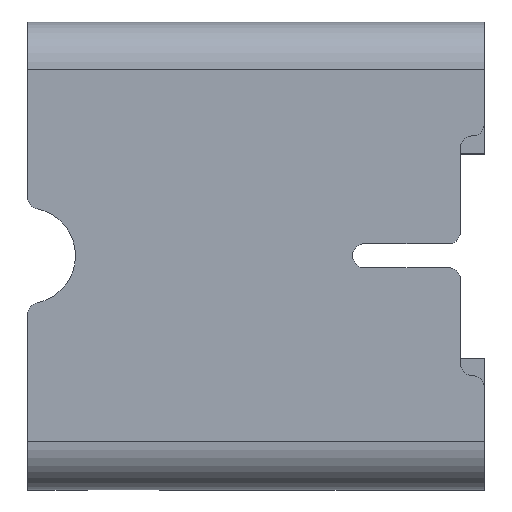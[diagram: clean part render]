
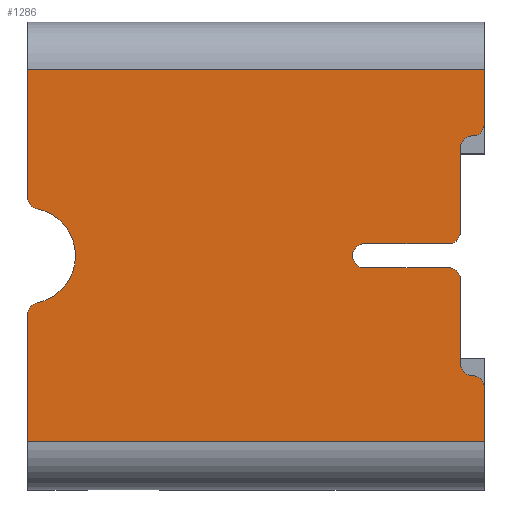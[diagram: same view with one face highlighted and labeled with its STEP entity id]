
A CAD part, top view. The second image highlights one B-rep face of the part: STEP entity #1286.
In plain terms, the highlighted planar face has unit normal (0, 0, 1).
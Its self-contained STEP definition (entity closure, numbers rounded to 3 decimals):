
#46=FACE_OUTER_BOUND('',#128,.T.);
#128=EDGE_LOOP('',(#867,#868,#869,#870,#871,#872,#873,#874,#875,#876,#877,
#878,#879,#880,#881,#882,#883,#884,#885,#886));
#210=CIRCLE('',#1388,0.1);
#211=CIRCLE('',#1389,0.4);
#212=CIRCLE('',#1390,0.1);
#213=CIRCLE('',#1391,0.1);
#214=CIRCLE('',#1392,0.1);
#215=CIRCLE('',#1393,0.1);
#216=CIRCLE('',#1394,0.1);
#217=CIRCLE('',#1395,0.1);
#218=CIRCLE('',#1396,0.1);
#219=CIRCLE('',#1397,0.1);
#268=LINE('',#1956,#408);
#274=LINE('',#1968,#414);
#275=LINE('',#1976,#415);
#276=LINE('',#1978,#416);
#277=LINE('',#1980,#417);
#278=LINE('',#1986,#418);
#279=LINE('',#1990,#419);
#280=LINE('',#1994,#420);
#281=LINE('',#1998,#421);
#282=LINE('',#2003,#422);
#408=VECTOR('',#1540,10.);
#414=VECTOR('',#1552,10.);
#415=VECTOR('',#1559,10.);
#416=VECTOR('',#1560,10.);
#417=VECTOR('',#1561,10.);
#418=VECTOR('',#1566,10.);
#419=VECTOR('',#1569,10.);
#420=VECTOR('',#1572,10.);
#421=VECTOR('',#1575,10.);
#422=VECTOR('',#1580,10.);
#548=VERTEX_POINT('',#1946);
#551=VERTEX_POINT('',#1954);
#554=VERTEX_POINT('',#1967);
#555=VERTEX_POINT('',#1969);
#556=VERTEX_POINT('',#1971);
#557=VERTEX_POINT('',#1973);
#558=VERTEX_POINT('',#1975);
#559=VERTEX_POINT('',#1977);
#560=VERTEX_POINT('',#1979);
#561=VERTEX_POINT('',#1981);
#562=VERTEX_POINT('',#1983);
#563=VERTEX_POINT('',#1985);
#564=VERTEX_POINT('',#1987);
#565=VERTEX_POINT('',#1989);
#566=VERTEX_POINT('',#1991);
#567=VERTEX_POINT('',#1993);
#568=VERTEX_POINT('',#1995);
#569=VERTEX_POINT('',#1997);
#570=VERTEX_POINT('',#1999);
#571=VERTEX_POINT('',#2001);
#665=EDGE_CURVE('',#551,#548,#268,.T.);
#671=EDGE_CURVE('',#551,#554,#274,.T.);
#672=EDGE_CURVE('',#554,#555,#210,.T.);
#673=EDGE_CURVE('',#555,#556,#211,.T.);
#674=EDGE_CURVE('',#556,#557,#212,.T.);
#675=EDGE_CURVE('',#557,#558,#275,.T.);
#676=EDGE_CURVE('',#559,#558,#276,.T.);
#677=EDGE_CURVE('',#559,#560,#277,.T.);
#678=EDGE_CURVE('',#560,#561,#213,.T.);
#679=EDGE_CURVE('',#561,#562,#214,.T.);
#680=EDGE_CURVE('',#562,#563,#278,.T.);
#681=EDGE_CURVE('',#563,#564,#215,.T.);
#682=EDGE_CURVE('',#564,#565,#279,.T.);
#683=EDGE_CURVE('',#565,#566,#216,.T.);
#684=EDGE_CURVE('',#566,#567,#280,.T.);
#685=EDGE_CURVE('',#567,#568,#217,.T.);
#686=EDGE_CURVE('',#568,#569,#281,.T.);
#687=EDGE_CURVE('',#569,#570,#218,.T.);
#688=EDGE_CURVE('',#570,#571,#219,.T.);
#689=EDGE_CURVE('',#571,#548,#282,.T.);
#867=ORIENTED_EDGE('',*,*,#665,.F.);
#868=ORIENTED_EDGE('',*,*,#671,.T.);
#869=ORIENTED_EDGE('',*,*,#672,.T.);
#870=ORIENTED_EDGE('',*,*,#673,.T.);
#871=ORIENTED_EDGE('',*,*,#674,.T.);
#872=ORIENTED_EDGE('',*,*,#675,.T.);
#873=ORIENTED_EDGE('',*,*,#676,.F.);
#874=ORIENTED_EDGE('',*,*,#677,.T.);
#875=ORIENTED_EDGE('',*,*,#678,.T.);
#876=ORIENTED_EDGE('',*,*,#679,.T.);
#877=ORIENTED_EDGE('',*,*,#680,.T.);
#878=ORIENTED_EDGE('',*,*,#681,.T.);
#879=ORIENTED_EDGE('',*,*,#682,.T.);
#880=ORIENTED_EDGE('',*,*,#683,.T.);
#881=ORIENTED_EDGE('',*,*,#684,.T.);
#882=ORIENTED_EDGE('',*,*,#685,.T.);
#883=ORIENTED_EDGE('',*,*,#686,.T.);
#884=ORIENTED_EDGE('',*,*,#687,.T.);
#885=ORIENTED_EDGE('',*,*,#688,.T.);
#886=ORIENTED_EDGE('',*,*,#689,.T.);
#1229=PLANE('',#1387);
#1286=ADVANCED_FACE('',(#46),#1229,.T.);
#1387=AXIS2_PLACEMENT_3D('',#1966,#1550,#1551);
#1388=AXIS2_PLACEMENT_3D('',#1970,#1553,#1554);
#1389=AXIS2_PLACEMENT_3D('',#1972,#1555,#1556);
#1390=AXIS2_PLACEMENT_3D('',#1974,#1557,#1558);
#1391=AXIS2_PLACEMENT_3D('',#1982,#1562,#1563);
#1392=AXIS2_PLACEMENT_3D('',#1984,#1564,#1565);
#1393=AXIS2_PLACEMENT_3D('',#1988,#1567,#1568);
#1394=AXIS2_PLACEMENT_3D('',#1992,#1570,#1571);
#1395=AXIS2_PLACEMENT_3D('',#1996,#1573,#1574);
#1396=AXIS2_PLACEMENT_3D('',#2000,#1576,#1577);
#1397=AXIS2_PLACEMENT_3D('',#2002,#1578,#1579);
#1540=DIRECTION('',(1.,0.,0.));
#1550=DIRECTION('center_axis',(0.,0.,1.));
#1551=DIRECTION('ref_axis',(1.,0.,0.));
#1552=DIRECTION('',(0.,-1.,0.));
#1553=DIRECTION('center_axis',(0.,0.,1.));
#1554=DIRECTION('ref_axis',(-1.,0.,0.));
#1555=DIRECTION('center_axis',(0.,0.,-1.));
#1556=DIRECTION('ref_axis',(0.2,-0.98,0.));
#1557=DIRECTION('center_axis',(0.,0.,1.));
#1558=DIRECTION('ref_axis',(-0.2,0.98,0.));
#1559=DIRECTION('',(0.,-1.,0.));
#1560=DIRECTION('',(-1.,0.,0.));
#1561=DIRECTION('',(0.,1.,0.));
#1562=DIRECTION('center_axis',(0.,0.,1.));
#1563=DIRECTION('ref_axis',(1.,0.,0.));
#1564=DIRECTION('center_axis',(0.,0.,-1.));
#1565=DIRECTION('ref_axis',(-1.,0.,0.));
#1566=DIRECTION('',(0.,1.,0.));
#1567=DIRECTION('center_axis',(0.,0.,1.));
#1568=DIRECTION('ref_axis',(1.,0.,0.));
#1569=DIRECTION('',(-1.,0.,0.));
#1570=DIRECTION('center_axis',(0.,0.,-1.));
#1571=DIRECTION('ref_axis',(-1.,0.,0.));
#1572=DIRECTION('',(1.,0.,0.));
#1573=DIRECTION('center_axis',(0.,0.,1.));
#1574=DIRECTION('ref_axis',(0.,-1.,0.));
#1575=DIRECTION('',(0.,1.,0.));
#1576=DIRECTION('center_axis',(0.,0.,-1.));
#1577=DIRECTION('ref_axis',(0.,1.,0.));
#1578=DIRECTION('center_axis',(0.,0.,1.));
#1579=DIRECTION('ref_axis',(0.,-1.,0.));
#1580=DIRECTION('',(0.,1.,0.));
#1946=CARTESIAN_POINT('',(1.2,1.55,0.2));
#1954=CARTESIAN_POINT('',(-2.61,1.55,0.2));
#1956=CARTESIAN_POINT('',(-0.353,1.55,0.2));
#1966=CARTESIAN_POINT('Origin',(-0.705,0.,0.2));
#1967=CARTESIAN_POINT('',(-2.61,0.49,0.2));
#1968=CARTESIAN_POINT('',(-2.61,0.49,0.2));
#1969=CARTESIAN_POINT('',(-2.53,0.392,0.2));
#1970=CARTESIAN_POINT('Origin',(-2.51,0.49,0.2));
#1971=CARTESIAN_POINT('',(-2.53,-0.392,0.2));
#1972=CARTESIAN_POINT('Origin',(-2.61,0.,0.2));
#1973=CARTESIAN_POINT('',(-2.61,-0.49,0.2));
#1974=CARTESIAN_POINT('Origin',(-2.51,-0.49,0.2));
#1975=CARTESIAN_POINT('',(-2.61,-1.55,0.2));
#1976=CARTESIAN_POINT('',(-2.61,-4.6,0.2));
#1977=CARTESIAN_POINT('',(1.2,-1.55,0.2));
#1978=CARTESIAN_POINT('',(-0.353,-1.55,0.2));
#1979=CARTESIAN_POINT('',(1.2,-1.1,0.2));
#1980=CARTESIAN_POINT('',(1.2,-1.1,0.2));
#1981=CARTESIAN_POINT('',(1.1,-1.,0.2));
#1982=CARTESIAN_POINT('Origin',(1.1,-1.1,0.2));
#1983=CARTESIAN_POINT('',(1.,-0.9,0.2));
#1984=CARTESIAN_POINT('Origin',(1.1,-0.9,0.2));
#1985=CARTESIAN_POINT('',(1.,-0.2,0.2));
#1986=CARTESIAN_POINT('',(1.,-0.2,0.2));
#1987=CARTESIAN_POINT('',(0.9,-0.1,0.2));
#1988=CARTESIAN_POINT('Origin',(0.9,-0.2,0.2));
#1989=CARTESIAN_POINT('',(0.2,-0.1,0.2));
#1990=CARTESIAN_POINT('',(0.2,-0.1,0.2));
#1991=CARTESIAN_POINT('',(0.2,0.1,0.2));
#1992=CARTESIAN_POINT('Origin',(0.2,0.,0.2));
#1993=CARTESIAN_POINT('',(0.9,0.1,0.2));
#1994=CARTESIAN_POINT('',(0.9,0.1,0.2));
#1995=CARTESIAN_POINT('',(1.,0.2,0.2));
#1996=CARTESIAN_POINT('Origin',(0.9,0.2,0.2));
#1997=CARTESIAN_POINT('',(1.,0.9,0.2));
#1998=CARTESIAN_POINT('',(1.,0.9,0.2));
#1999=CARTESIAN_POINT('',(1.1,1.,0.2));
#2000=CARTESIAN_POINT('Origin',(1.1,0.9,0.2));
#2001=CARTESIAN_POINT('',(1.2,1.1,0.2));
#2002=CARTESIAN_POINT('Origin',(1.1,1.1,0.2));
#2003=CARTESIAN_POINT('',(1.2,4.6,0.2));
